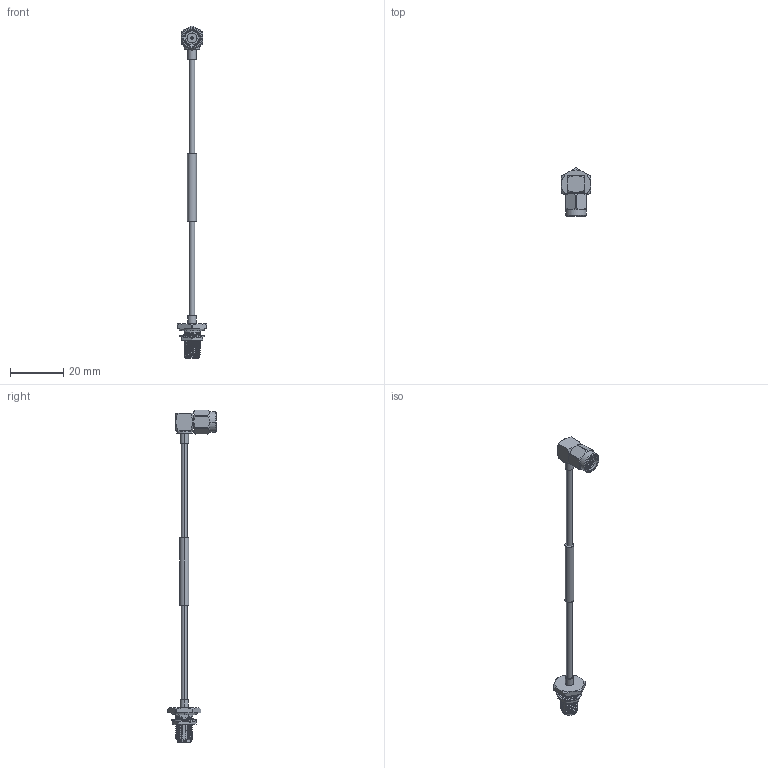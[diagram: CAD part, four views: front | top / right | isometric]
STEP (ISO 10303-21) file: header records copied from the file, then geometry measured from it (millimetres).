
FILE_DESCRIPTION (( 'STEP AP214' ), '1' );
FILE_NAME ('FMCA2294.step', '2021-04-29T22:08:08', ( '' ), ( '' ), 'SwSTEP 2.0', 'SolidWorks 2020', '' );
FILE_SCHEMA (( 'AUTOMOTIVE_DESIGN' ));
Length unit declared in the file: inch
Products named in the file (5): FMCN1156^FMCA2294; FMCA2294; FM-SR086ALTN-STR^FMCA2294_FM-SR086ALTN-STR; FMCN1417^FMCA2294; Center label^FMCA2294
Assembly tree (4 placements, depth 2):
  FMCA2294
    FM-SR086ALTN-STR^FMCA2294_FM-SR086ALTN-STR
    FMCN1156^FMCA2294
    FMCN1417^FMCA2294
    Center label^FMCA2294
Bounding box: 11 x 18.32 x 125.17 mm (x, y, z)
Volume: 1767.3 mm3; surface area: 2770.1 mm2
Topology: 9 solids, 9 shells, 460 faces, 1266 edges, 837 vertices
Faces by surface type: plane 190, cylinder 113, bspline 86, cone 63, torus 8
Entity records: 31485 total; most frequent: CARTESIAN_POINT 19925, ORIENTED_EDGE 2528, DIRECTION 1847, EDGE_CURVE 1264, VERTEX_POINT 837, AXIS2_PLACEMENT_3D 633, LINE 581, VECTOR 581
